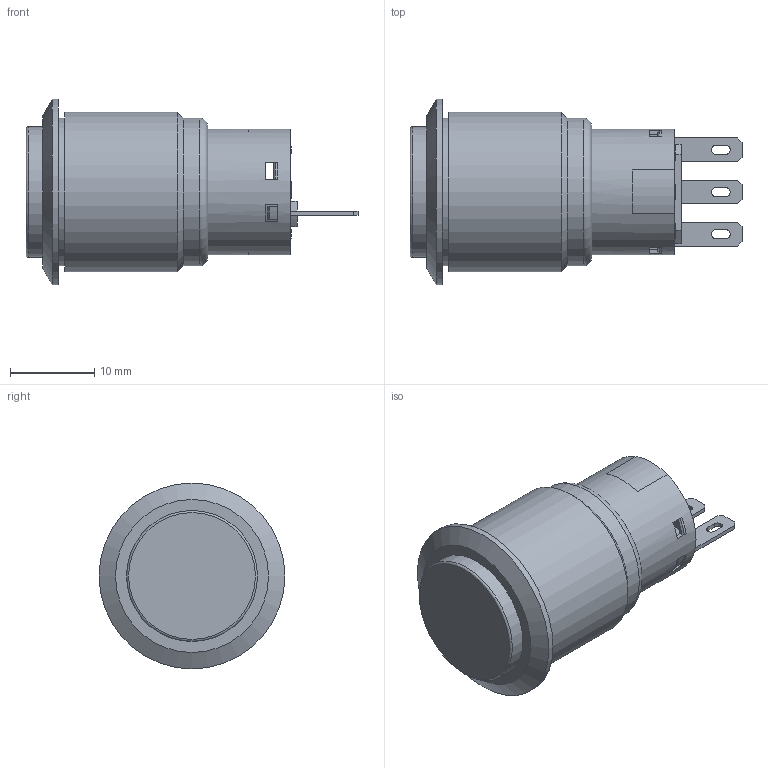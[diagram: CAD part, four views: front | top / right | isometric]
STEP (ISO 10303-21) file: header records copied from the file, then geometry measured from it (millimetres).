
FILE_DESCRIPTION(/* description */ (''),/* implementation_level */ '2;1');
FILE_NAME(/* name */ 'PV4H2B0xx.stp',/* time_stamp */ '2022-12-20T11:22:27-06:00',/* author */ ('mwilliams'),/* organization */ (''),/* preprocessor_version */ 'ST-DEVELOPER v18',/* originating_system */ 'Autodesk Inventor 2020',/* authorisation */ '');
FILE_SCHEMA (('AUTOMOTIVE_DESIGN { 1 0 10303 214 3 1 1 }'));
Length unit declared in the file: millimetre
Products named in the file (1): PV4H2B0SS
Bounding box: 39.3 x 22 x 22 mm (x, y, z)
Volume: 4029.8 mm3; surface area: 5184 mm2
Topology: 9 solids, 9 shells, 248 faces, 651 edges, 435 vertices
Faces by surface type: plane 177, cylinder 36, bspline 27, cone 6, torus 2
Full cylindrical faces by diameter (mm): 14.7 x1, 14.9 x1, 15 x1, 15.5 x2, 17.5 x2, 18.9 x1, 22 x1
Entity records: 7939 total; most frequent: CARTESIAN_POINT 1702, ORIENTED_EDGE 1302, DIRECTION 1162, EDGE_CURVE 651, LINE 460, VECTOR 460, VERTEX_POINT 435, AXIS2_PLACEMENT_3D 351
